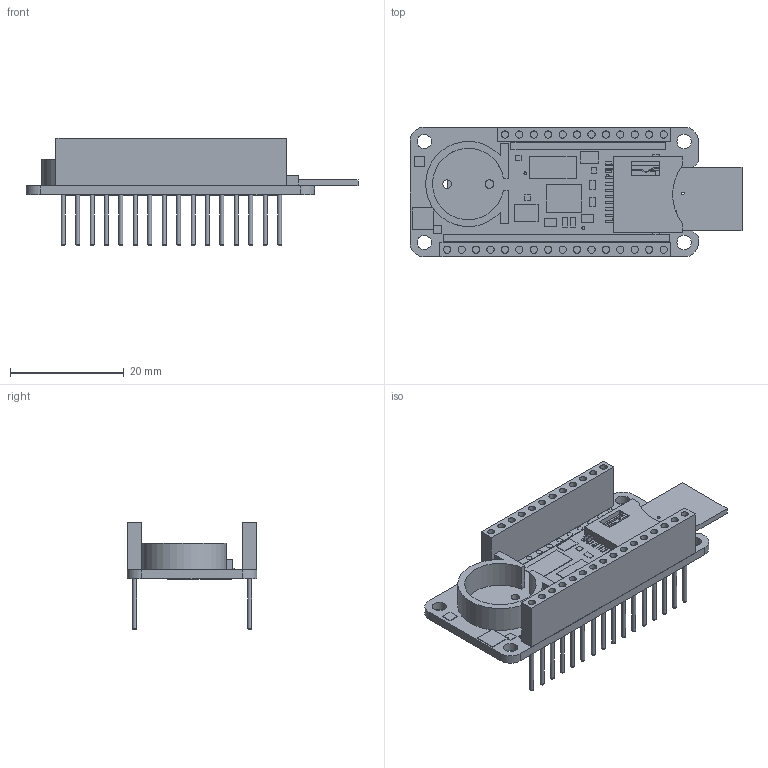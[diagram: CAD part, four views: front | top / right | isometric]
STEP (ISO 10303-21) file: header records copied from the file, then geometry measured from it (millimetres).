
FILE_DESCRIPTION(/* description */ (''),/* implementation_level */ '2;1');
FILE_NAME(/* name */ 'Thing.step',/* time_stamp */ '2021-08-27T00:05:41+02:00',/* author */ (''),/* organization */ (''),/* preprocessor_version */ 'ST-DEVELOPER v18.1',/* originating_system */ 'Autodesk Translation Framework v10.10.0.1391',/* authorisation */ '');
FILE_SCHEMA (('AUTOMOTIVE_DESIGN { 1 0 10303 214 3 1 1 }'));
Length unit declared in the file: inch
Products named in the file (21): Untitled; Adalogger; Board; KMR2; PCF8523T; 32khz; 1K; 10uF; 1X11_ROUND; 1X16_ROUND; 1X01_ROUND; SOLDERJUMPER_CLOSEDWIRE; FEATHERLOGO; ADALOGGER_LOGO; ADAFRUIT_3.5MM; FIDUCIAL_1MM; PCBFEAT-REV-040; MicroSD; Stacking Feather Headers v1 v1; Header Strip; Pins
Assembly tree (26 placements, depth 3):
  Untitled
    Adalogger
      Board
      KMR2
      PCF8523T
      32khz
      1K  x4
      10uF  x2
      1X11_ROUND
      1X16_ROUND
      1X01_ROUND  x3
      SOLDERJUMPER_CLOSEDWIRE
      FEATHERLOGO
      ADALOGGER_LOGO
      ADAFRUIT_3.5MM
      FIDUCIAL_1MM
      PCBFEAT-REV-040
      MicroSD
    Stacking Feather Headers v1 v1
      Header Strip
      Pins
Bounding box: 58.45 x 22.86 x 19 mm (x, y, z)
Volume: 3784.6 mm3; surface area: 8476.6 mm2
Topology: 54 solids, 54 shells, 546 faces, 1209 edges, 805 vertices
Faces by surface type: plane 353, cylinder 164, bspline 27, torus 2
Full cylindrical faces by diameter (mm): 0.483 x1, 0.5 x11, 0.7 x28, 1 x58, 1.27 x28, 1.45 x2, 1.5 x2, 2.5 x2, 2.54 x2
Entity records: 16088 total; most frequent: CARTESIAN_POINT 3154, DIRECTION 2615, ORIENTED_EDGE 2274, EDGE_CURVE 1137, AXIS2_PLACEMENT_3D 947, VERTEX_POINT 757, LINE 721, VECTOR 721
